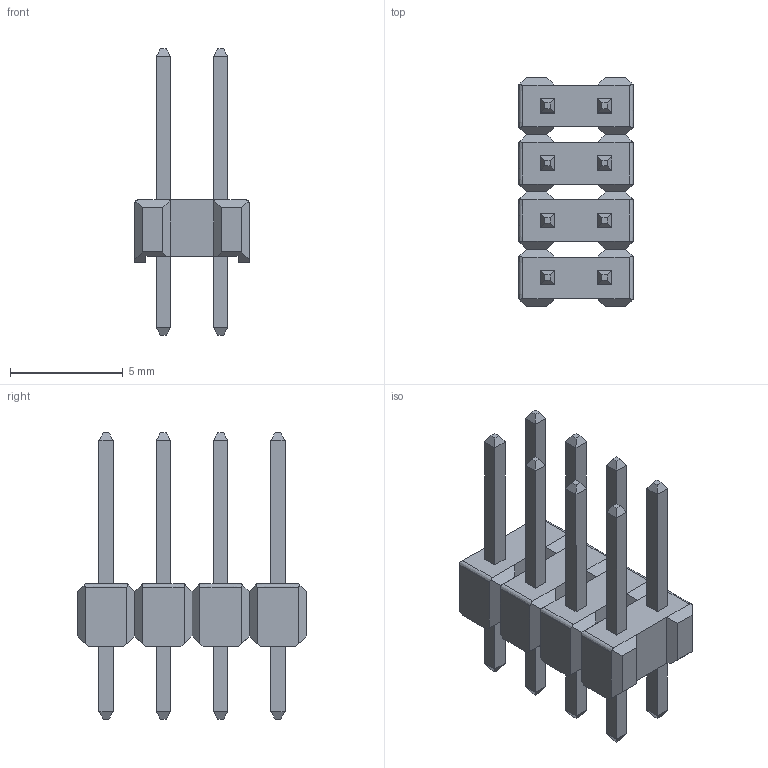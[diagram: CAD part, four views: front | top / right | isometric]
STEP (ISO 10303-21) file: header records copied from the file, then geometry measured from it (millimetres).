
FILE_DESCRIPTION(('FreeCAD Model'),'2;1');
FILE_NAME( 'Pin_Header_Straight_2x04.STEP', '2016-03-20T01:58:35',('Author'),(''), 'Open CASCADE STEP processor 6.8','FreeCAD','Unknown');
FILE_SCHEMA(('AUTOMOTIVE_DESIGN_CC2 { 1 2 10303 214 -1 1 5 4 }'));
Length unit declared in the file: millimetre
Products named in the file (13): Document; Document001; Document002; Document003; Document004; Document005; Document006; Document007; Document008; Document009; Document010; Document011; Document012
Bounding box: 5.08 x 10.16 x 12.7 mm (x, y, z)
Volume: 143.1 mm3; surface area: 538.9 mm2
Topology: 12 solids, 12 shells, 272 faces, 671 edges, 425 vertices
Faces by surface type: plane 248, bspline 24
Entity records: 15917 total; most frequent: CARTESIAN_POINT 5974, B_SPLINE_CURVE_WITH_KNOTS 1999, ORIENTED_EDGE 1328, PCURVE 1328, DEFINITIONAL_REPRESENTATION 1328, EDGE_CURVE 664, SURFACE_CURVE 664, DIRECTION 498
